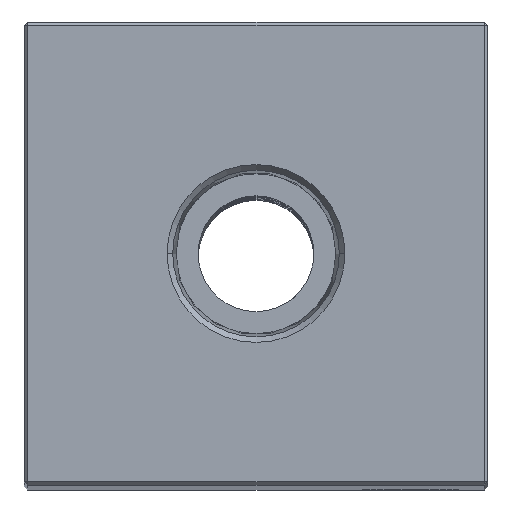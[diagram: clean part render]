
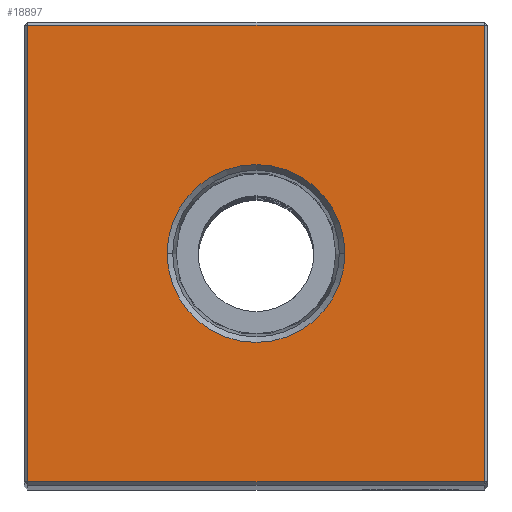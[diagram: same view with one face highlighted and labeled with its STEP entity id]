
A CAD part, top view. The second image highlights one B-rep face of the part: STEP entity #18897.
In plain terms, the highlighted planar face has unit normal (0, 0, 1).
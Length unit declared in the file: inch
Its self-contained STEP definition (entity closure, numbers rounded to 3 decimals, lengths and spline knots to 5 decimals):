
#135 = VERTEX_POINT ( 'NONE', #20892 ) ;
#206 = VECTOR ( 'NONE', #9527, 39.37008 ) ;
#969 = LINE ( 'NONE', #16375, #12000 ) ;
#1903 = CARTESIAN_POINT ( 'NONE',  ( -0.74, 0.74, 9.25 ) ) ;
#3128 = DIRECTION ( 'NONE',  ( 1., 0., 0. ) ) ;
#3277 = DIRECTION ( 'NONE',  ( 0., 0., 1. ) ) ;
#3364 = CARTESIAN_POINT ( 'NONE',  ( 0.74, 0.74, 9.25 ) ) ;
#3368 = CARTESIAN_POINT ( 'NONE',  ( 0.288, 0., 9.25 ) ) ;
#4095 = FACE_BOUND ( 'NONE', #22284, .T. ) ;
#4591 = DIRECTION ( 'NONE',  ( 0., 0., -1. ) ) ;
#4621 = ORIENTED_EDGE ( 'NONE', *, *, #9949, .F. ) ;
#4860 = CARTESIAN_POINT ( 'NONE',  ( 0.74, 0., 9.25 ) ) ;
#4894 = ORIENTED_EDGE ( 'NONE', *, *, #18641, .F. ) ;
#5844 = CARTESIAN_POINT ( 'NONE',  ( 0., 0., 9.25 ) ) ;
#6001 = CARTESIAN_POINT ( 'NONE',  ( 0., 0., 9.25 ) ) ;
#6619 = EDGE_CURVE ( 'NONE', #13668, #13571, #10581, .T. ) ;
#7717 = EDGE_LOOP ( 'NONE', ( #11314, #17800, #16027, #19617 ) ) ;
#8709 = DIRECTION ( 'NONE',  ( 0., -1., 0. ) ) ;
#9524 = DIRECTION ( 'NONE',  ( 0., 0., 1. ) ) ;
#9527 = DIRECTION ( 'NONE',  ( -1., 0., 0. ) ) ;
#9949 = EDGE_CURVE ( 'NONE', #19543, #135, #13255, .T. ) ;
#9955 = AXIS2_PLACEMENT_3D ( 'NONE', #6001, #4591, #19623 ) ;
#10359 = CARTESIAN_POINT ( 'NONE',  ( -0.74, 0., 9.25 ) ) ;
#10581 = LINE ( 'NONE', #4860, #16587 ) ;
#11266 = CARTESIAN_POINT ( 'NONE',  ( 0., 0., 9.25 ) ) ;
#11314 = ORIENTED_EDGE ( 'NONE', *, *, #23291, .T. ) ;
#12000 = VECTOR ( 'NONE', #3128, 39.37008 ) ;
#13255 = CIRCLE ( 'NONE', #17741, 0.288 ) ;
#13571 = VERTEX_POINT ( 'NONE', #3364 ) ;
#13668 = VERTEX_POINT ( 'NONE', #18778 ) ;
#13722 = CARTESIAN_POINT ( 'NONE',  ( 0., 0.74, 9.25 ) ) ;
#14463 = CIRCLE ( 'NONE', #24175, 0.288 ) ;
#14825 = CARTESIAN_POINT ( 'NONE',  ( -0.74, -0.74, 9.25 ) ) ;
#15222 = DIRECTION ( 'NONE',  ( 1., 0., 0. ) ) ;
#16027 = ORIENTED_EDGE ( 'NONE', *, *, #6619, .T. ) ;
#16375 = CARTESIAN_POINT ( 'NONE',  ( 0., -0.74, 9.25 ) ) ;
#16518 = EDGE_CURVE ( 'NONE', #13571, #22621, #25062, .T. ) ;
#16587 = VECTOR ( 'NONE', #22169, 39.37008 ) ;
#17290 = DIRECTION ( 'NONE',  ( 1., 0., 0. ) ) ;
#17741 = AXIS2_PLACEMENT_3D ( 'NONE', #5844, #9524, #17290 ) ;
#17800 = ORIENTED_EDGE ( 'NONE', *, *, #20372, .T. ) ;
#18641 = EDGE_CURVE ( 'NONE', #135, #19543, #14463, .T. ) ;
#18778 = CARTESIAN_POINT ( 'NONE',  ( 0.74, -0.74, 9.25 ) ) ;
#18897 = ADVANCED_FACE ( 'NONE', ( #21531, #4095 ), #23438, .F. ) ;
#19543 = VERTEX_POINT ( 'NONE', #3368 ) ;
#19617 = ORIENTED_EDGE ( 'NONE', *, *, #16518, .T. ) ;
#19623 = DIRECTION ( 'NONE',  ( -1., 0., 0. ) ) ;
#20372 = EDGE_CURVE ( 'NONE', #21307, #13668, #969, .T. ) ;
#20892 = CARTESIAN_POINT ( 'NONE',  ( -0.288, 0., 9.25 ) ) ;
#21307 = VERTEX_POINT ( 'NONE', #14825 ) ;
#21531 = FACE_OUTER_BOUND ( 'NONE', #7717, .T. ) ;
#22169 = DIRECTION ( 'NONE',  ( 0., 1., 0. ) ) ;
#22284 = EDGE_LOOP ( 'NONE', ( #4621, #4894 ) ) ;
#22621 = VERTEX_POINT ( 'NONE', #1903 ) ;
#23291 = EDGE_CURVE ( 'NONE', #22621, #21307, #24113, .T. ) ;
#23438 = PLANE ( 'NONE',  #9955 ) ;
#24008 = VECTOR ( 'NONE', #8709, 39.37008 ) ;
#24113 = LINE ( 'NONE', #10359, #24008 ) ;
#24175 = AXIS2_PLACEMENT_3D ( 'NONE', #11266, #3277, #15222 ) ;
#25062 = LINE ( 'NONE', #13722, #206 ) ;
